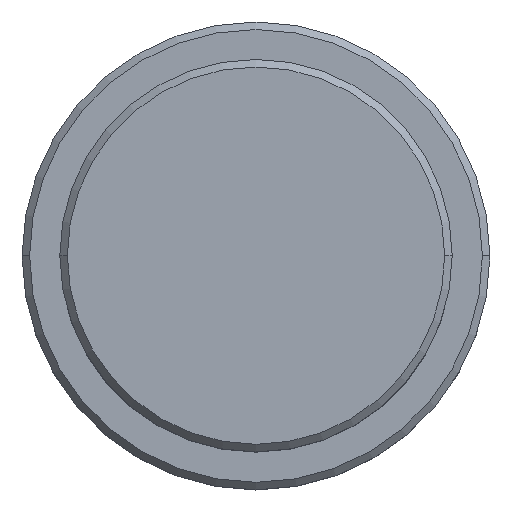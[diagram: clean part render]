
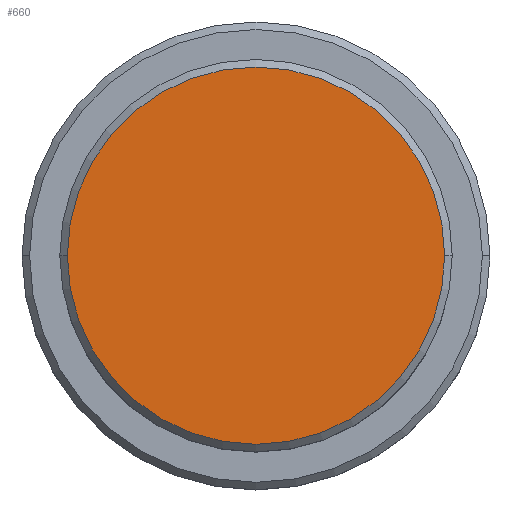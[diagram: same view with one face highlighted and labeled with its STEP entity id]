
A CAD part, top view. The second image highlights one B-rep face of the part: STEP entity #660.
In plain terms, the highlighted planar face has unit normal (0, 0, 1).
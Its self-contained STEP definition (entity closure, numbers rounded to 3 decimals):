
#93 = CIRCLE ( 'NONE', #886, 12.5 ) ;
#157 = EDGE_CURVE ( 'NONE', #828, #162, #952, .T. ) ;
#162 = VERTEX_POINT ( 'NONE', #974 ) ;
#256 = FACE_OUTER_BOUND ( 'NONE', #1218, .T. ) ;
#333 = CARTESIAN_POINT ( 'NONE',  ( 0., 0., 0. ) ) ;
#362 = CARTESIAN_POINT ( 'NONE',  ( -12.5, 0., 0. ) ) ;
#405 = AXIS2_PLACEMENT_3D ( 'NONE', #333, #853, #419 ) ;
#419 = DIRECTION ( 'NONE',  ( 1., 0., 0. ) ) ;
#566 = DIRECTION ( 'NONE',  ( 0., 0., 1. ) ) ;
#660 = ADVANCED_FACE ( 'NONE', ( #256 ), #689, .T. ) ;
#689 = PLANE ( 'NONE',  #1298 ) ;
#734 = EDGE_CURVE ( 'NONE', #162, #828, #93, .T. ) ;
#748 = DIRECTION ( 'NONE',  ( 1., 0., 0. ) ) ;
#771 = ORIENTED_EDGE ( 'NONE', *, *, #734, .T. ) ;
#828 = VERTEX_POINT ( 'NONE', #362 ) ;
#853 = DIRECTION ( 'NONE',  ( 0., 0., 1. ) ) ;
#886 = AXIS2_PLACEMENT_3D ( 'NONE', #1362, #566, #1009 ) ;
#952 = CIRCLE ( 'NONE', #405, 12.5 ) ;
#974 = CARTESIAN_POINT ( 'NONE',  ( 12.5, 0., 0. ) ) ;
#1009 = DIRECTION ( 'NONE',  ( 1., 0., 0. ) ) ;
#1141 = CARTESIAN_POINT ( 'NONE',  ( 0., 0., 0. ) ) ;
#1218 = EDGE_LOOP ( 'NONE', ( #1301, #771 ) ) ;
#1279 = DIRECTION ( 'NONE',  ( 0., 0., 1. ) ) ;
#1298 = AXIS2_PLACEMENT_3D ( 'NONE', #1141, #1279, #748 ) ;
#1301 = ORIENTED_EDGE ( 'NONE', *, *, #157, .T. ) ;
#1362 = CARTESIAN_POINT ( 'NONE',  ( 0., 0., 0. ) ) ;
